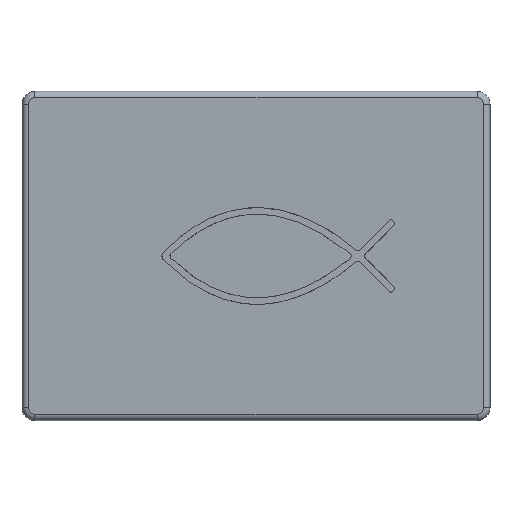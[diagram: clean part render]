
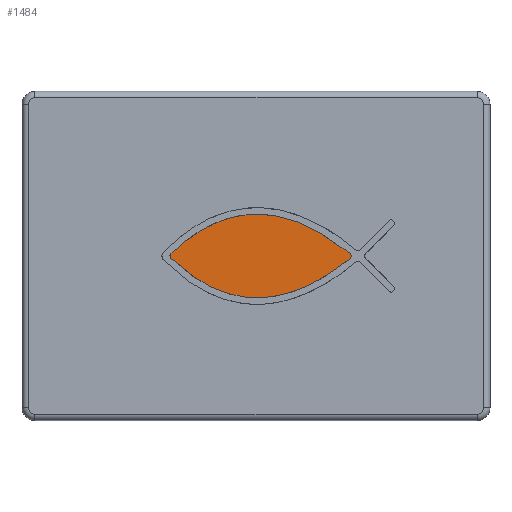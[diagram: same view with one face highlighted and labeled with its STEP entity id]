
A CAD part, top view. The second image highlights one B-rep face of the part: STEP entity #1484.
In plain terms, the highlighted planar face has unit normal (0, 0, 1).
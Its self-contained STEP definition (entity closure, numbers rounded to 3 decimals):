
#213=CARTESIAN_POINT('Axis2P3D Location',(0.,0.,5.)) ;
#1171=CARTESIAN_POINT('Vertex',(29.149,0.775,5.)) ;
#1174=CARTESIAN_POINT('Axis2P3D Location',(28.518,0.,5.)) ;
#1178=CARTESIAN_POINT('Vertex',(29.149,-0.775,5.)) ;
#1207=CARTESIAN_POINT('Control Point',(-26.35,-0.721,5.)) ;
#1208=CARTESIAN_POINT('Control Point',(-23.289,-3.665,5.)) ;
#1209=CARTESIAN_POINT('Control Point',(-20.187,-6.167,5.)) ;
#1210=CARTESIAN_POINT('Control Point',(-17.043,-8.227,5.)) ;
#1211=CARTESIAN_POINT('Control Point',(-6.443,-13.615,5.)) ;
#1212=CARTESIAN_POINT('Control Point',(4.612,-14.109,5.)) ;
#1213=CARTESIAN_POINT('Control Point',(12.569,-12.06,5.)) ;
#1214=CARTESIAN_POINT('Control Point',(20.748,-7.615,5.)) ;
#1215=CARTESIAN_POINT('Control Point',(29.149,-0.775,5.)) ;
#1216=CARTESIAN_POINT('Vertex',(-26.35,-0.721,5.)) ;
#1236=CARTESIAN_POINT('Axis2P3D Location',(-25.657,0.,5.)) ;
#1240=CARTESIAN_POINT('Vertex',(-26.35,0.721,5.)) ;
#1269=CARTESIAN_POINT('Control Point',(29.149,0.775,5.)) ;
#1270=CARTESIAN_POINT('Control Point',(20.748,7.615,5.)) ;
#1271=CARTESIAN_POINT('Control Point',(12.569,12.06,5.)) ;
#1272=CARTESIAN_POINT('Control Point',(4.612,14.109,5.)) ;
#1273=CARTESIAN_POINT('Control Point',(-6.443,13.615,5.)) ;
#1274=CARTESIAN_POINT('Control Point',(-17.043,8.227,5.)) ;
#1275=CARTESIAN_POINT('Control Point',(-20.187,6.167,5.)) ;
#1276=CARTESIAN_POINT('Control Point',(-23.289,3.665,5.)) ;
#1277=CARTESIAN_POINT('Control Point',(-26.35,0.721,5.)) ;
#214=DIRECTION('Axis2P3D Direction',(0.,0.,1.)) ;
#215=DIRECTION('Axis2P3D XDirection',(1.,0.,0.)) ;
#1175=DIRECTION('Axis2P3D Direction',(0.,0.,-1.)) ;
#1237=DIRECTION('Axis2P3D Direction',(-0.,0.,-1.)) ;
#216=AXIS2_PLACEMENT_3D('Plane Axis2P3D',#213,#214,#215) ;
#1176=AXIS2_PLACEMENT_3D('Circle Axis2P3D',#1174,#1175,$) ;
#1238=AXIS2_PLACEMENT_3D('Circle Axis2P3D',#1236,#1237,$) ;
#1479=ORIENTED_EDGE('',*,*,#1278,.T.) ;
#1480=ORIENTED_EDGE('',*,*,#1242,.T.) ;
#1481=ORIENTED_EDGE('',*,*,#1218,.T.) ;
#1482=ORIENTED_EDGE('',*,*,#1180,.T.) ;
#1484=ADVANCED_FACE('PartBody',(#1483),#217,.T.) ;
#1206=B_SPLINE_CURVE_WITH_KNOTS('',5,(#1207,#1208,#1209,#1210,#1211,#1212,#1213,#1214,#1215),.UNSPECIFIED.,.F.,.U.,(6,3,6),(0.912,19.866,64.005),.UNSPECIFIED.) ;
#1268=B_SPLINE_CURVE_WITH_KNOTS('',5,(#1269,#1270,#1271,#1272,#1273,#1274,#1275,#1276,#1277),.UNSPECIFIED.,.F.,.U.,(6,3,6),(13.018,57.157,76.111),.UNSPECIFIED.) ;
#1177=CIRCLE('generated circle',#1176,1.) ;
#1239=CIRCLE('generated circle',#1238,1.) ;
#1180=EDGE_CURVE('',#1179,#1172,#1177,.F.) ;
#1218=EDGE_CURVE('',#1217,#1179,#1206,.T.) ;
#1242=EDGE_CURVE('',#1241,#1217,#1239,.F.) ;
#1278=EDGE_CURVE('',#1172,#1241,#1268,.T.) ;
#1478=EDGE_LOOP('',(#1479,#1480,#1481,#1482)) ;
#1483=FACE_OUTER_BOUND('',#1478,.T.) ;
#217=PLANE('Plane',#216) ;
#1172=VERTEX_POINT('',#1171) ;
#1179=VERTEX_POINT('',#1178) ;
#1217=VERTEX_POINT('',#1216) ;
#1241=VERTEX_POINT('',#1240) ;
